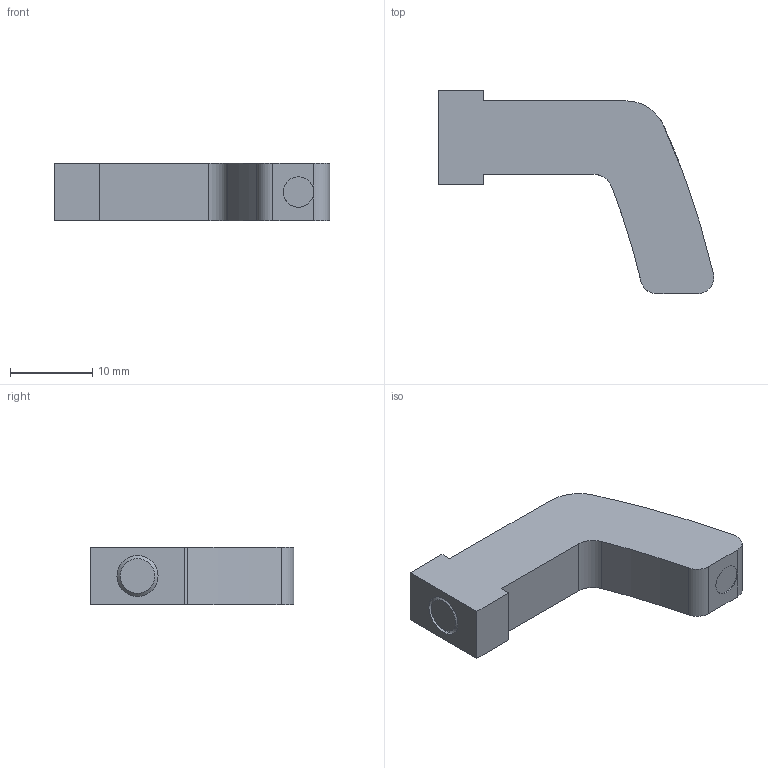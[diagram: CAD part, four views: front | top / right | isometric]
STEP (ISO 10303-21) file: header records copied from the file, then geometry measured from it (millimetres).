
FILE_DESCRIPTION(/* description */ ('STEP AP214'),/* implementation_level */ '2;1');
FILE_NAME(/* name */ '1548155_DASI-Q11-35_40-A-SL',/* time_stamp */ '2024-08-14T17:48:46+02:00',/* author */ ('License CC BY-ND 4.0'),/* organization */ ('CADENAS'),/* preprocessor_version */ 'ST-DEVELOPER v19.3',/* originating_system */ 'PARTsolutions',/* authorisation */ ' ');
FILE_SCHEMA (('AUTOMOTIVE_DESIGN {1 0 10303 214 3 1 1}'));
Length unit declared in the file: millimetre
Products named in the file (1): 1548155 DASI-Q11-35/40-A-SL
Bounding box: 33.51 x 24.75 x 7 mm (x, y, z)
Volume: 2484.4 mm3; surface area: 1811.4 mm2
Topology: 1 solids, 1 shells, 31 faces, 79 edges, 52 vertices
Faces by surface type: plane 20, cylinder 9, cone 2
Full cylindrical faces by diameter (mm): 3.7 x1, 4.2 x1, 5 x1
Entity records: 1143 total; most frequent: CARTESIAN_POINT 169, DIRECTION 152, ORIENTED_EDGE 144, EDGE_CURVE 72, AXIS2_PLACEMENT_3D 51, LINE 50, VECTOR 50, VERTEX_POINT 50
